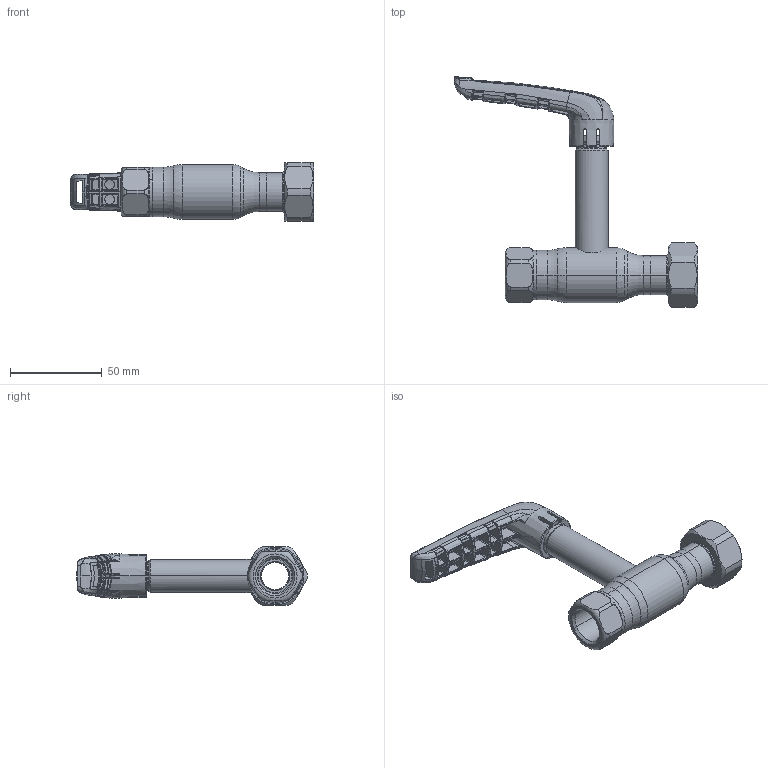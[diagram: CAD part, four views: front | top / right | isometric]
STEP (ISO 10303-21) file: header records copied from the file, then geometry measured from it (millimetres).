
FILE_DESCRIPTION (( 'STEP AP214' ), '1' );
FILE_NAME ('1015002201-xxxx.step', '2019-05-09T10:16:36', ( '' ), ( '' ), 'SwSTEP 2.0', 'SolidWorks 2017', '' );
FILE_SCHEMA (( 'AUTOMOTIVE_DESIGN' ));
Length unit declared in the file: millimetre
Products named in the file (1): 1015002201-xxxx
Bounding box: 132.58 x 125.57 x 32 mm (x, y, z)
Surface area: 27071.7 mm2 (no closed solid volume)
Topology: 0 solids, 11 shells, 781 faces, 2379 edges, 1503 vertices
Faces by surface type: bspline 599, plane 66, cylinder 52, torus 33, cone 31
Entity records: 65413 total; most frequent: CARTESIAN_POINT 41283, ORIENTED_EDGE 3995, EDGE_CURVE 2355, DIRECTION 1649, B_SPLINE_CURVE_WITH_KNOTS 1615, VERTEX_POINT 1503, EDGE_LOOP 807, UNCERTAINTY_MEASURE_WITH_UNIT 783
